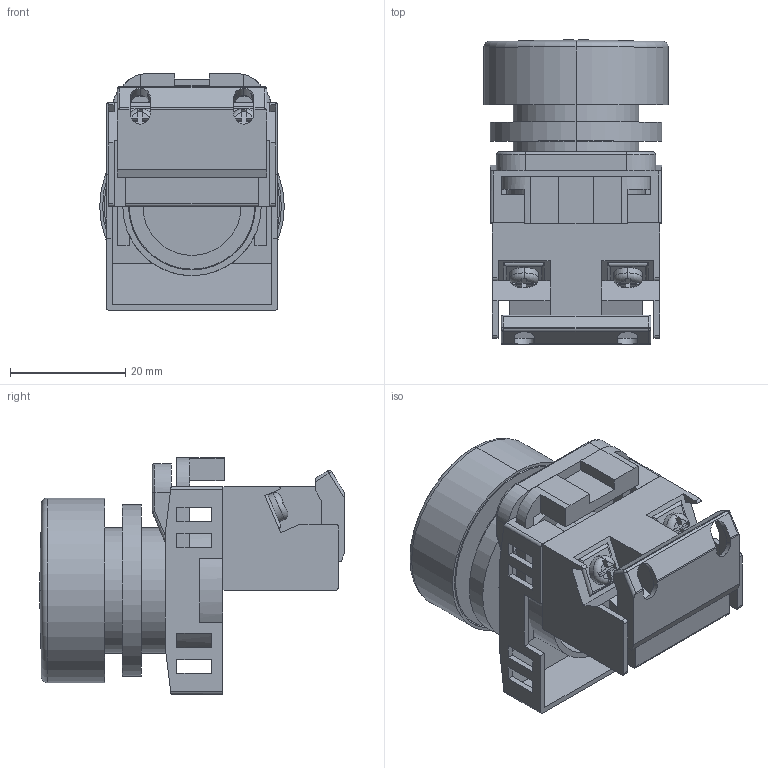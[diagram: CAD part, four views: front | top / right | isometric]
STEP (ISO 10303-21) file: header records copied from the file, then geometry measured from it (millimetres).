
FILE_DESCRIPTION (( 'STEP AP214' ), '1' );
FILE_NAME ('AR22FAR-10C03ZA.step', '2017-08-28T21:13:52', ( '' ), ( '' ), 'SwSTEP 2.0', 'SolidWorks 2017', '' );
FILE_SCHEMA (( 'AUTOMOTIVE_DESIGN' ));
Length unit declared in the file: millimetre
Products named in the file (1): AR22FAR-10C03ZA
Bounding box: 32 x 52.75 x 41 mm (x, y, z)
Volume: 27342.9 mm3; surface area: 19391.6 mm2
Topology: 12 solids, 12 shells, 301 faces, 808 edges, 527 vertices
Faces by surface type: plane 205, cylinder 74, sphere 9, torus 8, bspline 5
Entity records: 10304 total; most frequent: CARTESIAN_POINT 2396, ORIENTED_EDGE 1612, DIRECTION 1442, EDGE_CURVE 806, VECTOR 558, LINE 558, VERTEX_POINT 527, AXIS2_PLACEMENT_3D 442
